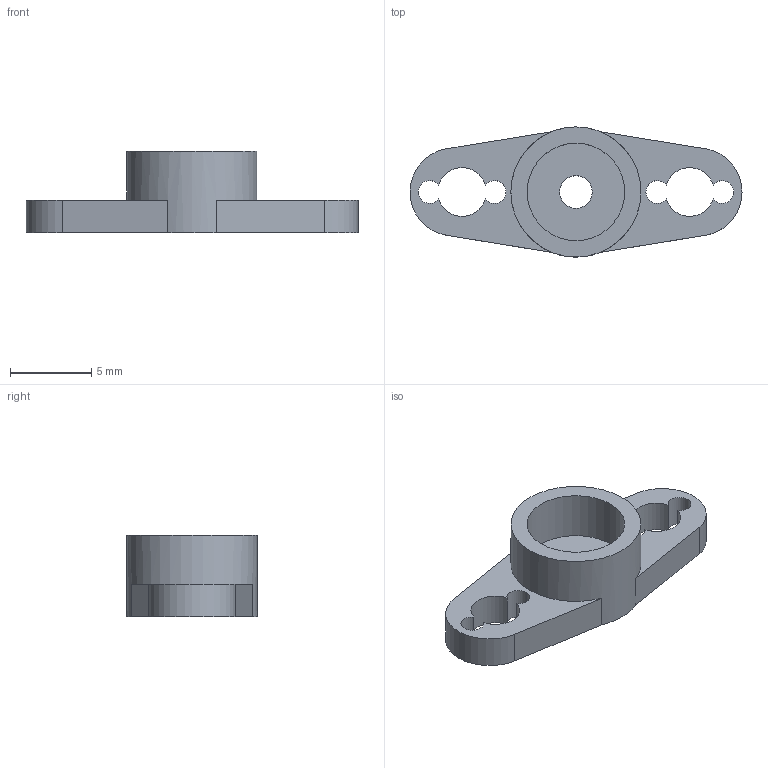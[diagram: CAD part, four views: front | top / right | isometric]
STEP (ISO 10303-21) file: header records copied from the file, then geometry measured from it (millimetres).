
FILE_DESCRIPTION(('FreeCAD Model'),'2;1');
FILE_NAME('arm.step','2017-07-07T11:39:13' ,('Author'),(''),'Open CASCADE STEP processor 6.8','FreeCAD','Unknown' );
FILE_SCHEMA(('AUTOMOTIVE_DESIGN_CC2 { 1 2 10303 214 -1 1 5 4 }'));
Length unit declared in the file: millimetre
Products named in the file (1): Pocket003
Bounding box: 20.41 x 8 x 5 mm (x, y, z)
Volume: 251 mm3; surface area: 509.3 mm2
Topology: 1 solids, 1 shells, 27 faces, 72 edges, 49 vertices
Faces by surface type: cylinder 17, plane 10
Full cylindrical faces by diameter (mm): 2 x1, 5 x1, 6 x1, 8 x1
Entity records: 2365 total; most frequent: CARTESIAN_POINT 961, DIRECTION 249, ORIENTED_EDGE 144, PCURVE 144, DEFINITIONAL_REPRESENTATION 144, LINE 85, VECTOR 85, EDGE_CURVE 72
